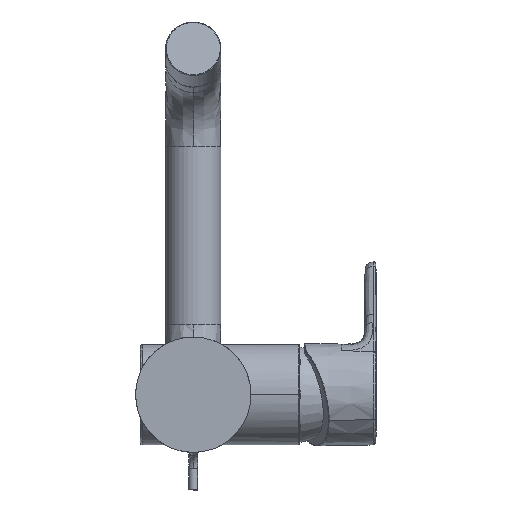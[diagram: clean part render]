
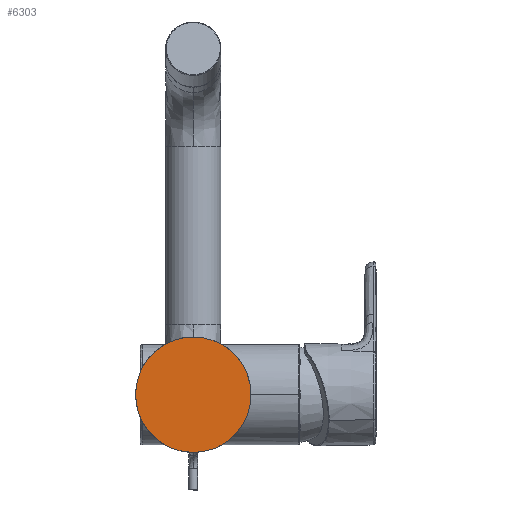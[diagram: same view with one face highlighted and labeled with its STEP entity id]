
A CAD part, front view. The second image highlights one B-rep face of the part: STEP entity #6303.
In plain terms, the highlighted planar face has unit normal (0, -1, 0).
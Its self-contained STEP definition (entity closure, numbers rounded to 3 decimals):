
#806 = DIRECTION ( 'NONE',  ( 1., 0., 0. ) ) ;
#2523 = AXIS2_PLACEMENT_3D ( 'NONE', #12344, #7558, #8787 ) ;
#2806 = VERTEX_POINT ( 'NONE', #6192 ) ;
#4029 = EDGE_CURVE ( 'NONE', #14897, #2806, #12156, .T. ) ;
#5489 = ORIENTED_EDGE ( 'NONE', *, *, #6113, .F. ) ;
#6113 = EDGE_CURVE ( 'NONE', #2806, #14897, #8076, .T. ) ;
#6192 = CARTESIAN_POINT ( 'NONE',  ( 25., 0., 0. ) ) ;
#6285 = CARTESIAN_POINT ( 'NONE',  ( 0., 0., 0. ) ) ;
#6303 = ADVANCED_FACE ( 'NONE', ( #14164 ), #12295, .F. ) ;
#7558 = DIRECTION ( 'NONE',  ( 0., 1., 0. ) ) ;
#8076 = CIRCLE ( 'NONE', #8700, 25. ) ;
#8700 = AXIS2_PLACEMENT_3D ( 'NONE', #6285, #14936, #806 ) ;
#8787 = DIRECTION ( 'NONE',  ( 1., 0., 0. ) ) ;
#9752 = DIRECTION ( 'NONE',  ( 0., 1., 0. ) ) ;
#11088 = ORIENTED_EDGE ( 'NONE', *, *, #4029, .F. ) ;
#12156 = CIRCLE ( 'NONE', #13244, 25. ) ;
#12227 = CARTESIAN_POINT ( 'NONE',  ( 0., 0., 0. ) ) ;
#12295 = PLANE ( 'NONE',  #2523 ) ;
#12344 = CARTESIAN_POINT ( 'NONE',  ( 0., 0., 0. ) ) ;
#13244 = AXIS2_PLACEMENT_3D ( 'NONE', #12227, #9752, #14621 ) ;
#13782 = EDGE_LOOP ( 'NONE', ( #5489, #11088 ) ) ;
#14164 = FACE_OUTER_BOUND ( 'NONE', #13782, .T. ) ;
#14338 = CARTESIAN_POINT ( 'NONE',  ( -25., 0., 0. ) ) ;
#14621 = DIRECTION ( 'NONE',  ( 1., 0., 0. ) ) ;
#14897 = VERTEX_POINT ( 'NONE', #14338 ) ;
#14936 = DIRECTION ( 'NONE',  ( 0., 1., 0. ) ) ;
